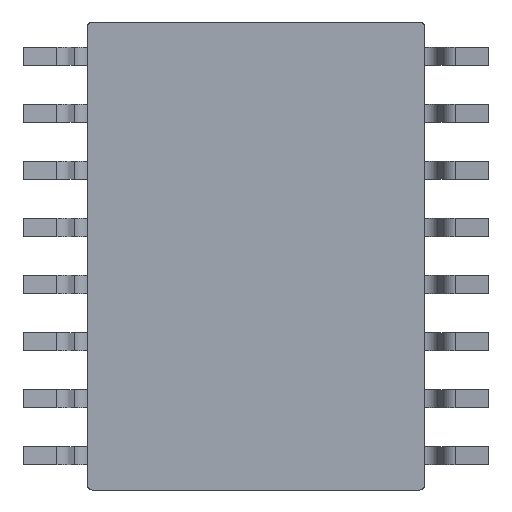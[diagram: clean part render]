
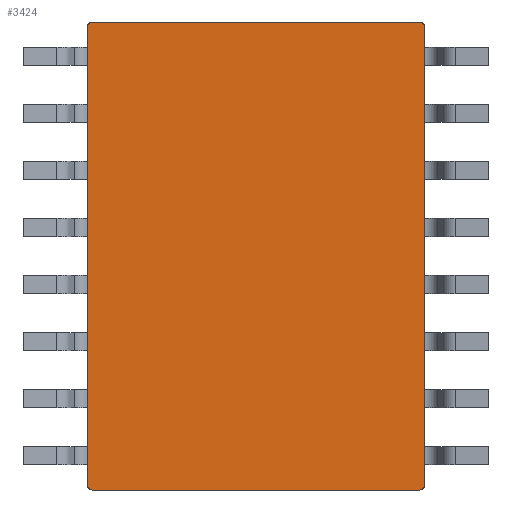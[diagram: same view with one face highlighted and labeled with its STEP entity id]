
A CAD part, front view. The second image highlights one B-rep face of the part: STEP entity #3424.
In plain terms, the highlighted planar face has unit normal (0, -1, 0).
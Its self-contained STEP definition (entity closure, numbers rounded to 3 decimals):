
#1=CARTESIAN_POINT('',(3.647,0.,3.835));
#2=DIRECTION('',(0.,-1.,0.));
#3=DIRECTION('',(1.,0.,0.));
#4=AXIS2_PLACEMENT_3D('',#1,#2,#3);
#6=DIRECTION('',(0.,0.,-1.));
#7=VECTOR('',#6,10.21);
#8=CARTESIAN_POINT('',(3.747,0.,3.835));
#9=LINE('',#8,#7);
#10=CARTESIAN_POINT('',(3.647,0.,-6.375));
#11=DIRECTION('',(0.,-1.,0.));
#12=DIRECTION('',(0.,0.,-1.));
#13=AXIS2_PLACEMENT_3D('',#10,#11,#12);
#15=DIRECTION('',(-1.,0.,0.));
#16=VECTOR('',#15,7.293);
#17=CARTESIAN_POINT('',(3.647,0.,-6.475));
#18=LINE('',#17,#16);
#19=CARTESIAN_POINT('',(-3.647,0.,-6.375));
#20=DIRECTION('',(0.,-1.,0.));
#21=DIRECTION('',(-1.,0.,0.));
#22=AXIS2_PLACEMENT_3D('',#19,#20,#21);
#24=DIRECTION('',(0.,0.,1.));
#25=VECTOR('',#24,10.21);
#26=CARTESIAN_POINT('',(-3.747,0.,-6.375));
#27=LINE('',#26,#25);
#28=CARTESIAN_POINT('',(-3.647,0.,3.835));
#29=DIRECTION('',(0.,-1.,0.));
#30=DIRECTION('',(0.,0.,1.));
#31=AXIS2_PLACEMENT_3D('',#28,#29,#30);
#33=DIRECTION('',(1.,0.,0.));
#34=VECTOR('',#33,7.293);
#35=CARTESIAN_POINT('',(-3.647,0.,3.935));
#36=LINE('',#35,#34);
#3361=CARTESIAN_POINT('',(-3.747,0.,-6.375));
#3362=CARTESIAN_POINT('',(-3.647,0.,-6.475));
#3363=VERTEX_POINT('',#3361);
#3364=VERTEX_POINT('',#3362);
#3375=CARTESIAN_POINT('',(3.647,0.,-6.475));
#3376=CARTESIAN_POINT('',(3.747,0.,-6.375));
#3377=VERTEX_POINT('',#3375);
#3378=VERTEX_POINT('',#3376);
#3381=CARTESIAN_POINT('',(3.747,0.,3.835));
#3382=CARTESIAN_POINT('',(3.647,0.,3.935));
#3383=VERTEX_POINT('',#3381);
#3384=VERTEX_POINT('',#3382);
#3397=CARTESIAN_POINT('',(-3.647,0.,3.935));
#3398=CARTESIAN_POINT('',(-3.747,0.,3.835));
#3399=VERTEX_POINT('',#3397);
#3400=VERTEX_POINT('',#3398);
#3401=CARTESIAN_POINT('',(0.,0.,0.));
#3402=DIRECTION('',(0.,1.,0.));
#3403=DIRECTION('',(1.,0.,0.));
#3404=AXIS2_PLACEMENT_3D('',#3401,#3402,#3403);
#3405=PLANE('',#3404);
#3407=ORIENTED_EDGE('',*,*,#3406,.F.);
#3409=ORIENTED_EDGE('',*,*,#3408,.T.);
#3411=ORIENTED_EDGE('',*,*,#3410,.F.);
#3413=ORIENTED_EDGE('',*,*,#3412,.T.);
#3415=ORIENTED_EDGE('',*,*,#3414,.F.);
#3417=ORIENTED_EDGE('',*,*,#3416,.T.);
#3419=ORIENTED_EDGE('',*,*,#3418,.F.);
#3421=ORIENTED_EDGE('',*,*,#3420,.T.);
#3422=EDGE_LOOP('',(#3407,#3409,#3411,#3413,#3415,#3417,#3419,#3421));
#3423=FACE_OUTER_BOUND('',#3422,.F.);
#5=CIRCLE('',#4,0.1);
#14=CIRCLE('',#13,0.1);
#23=CIRCLE('',#22,0.1);
#32=CIRCLE('',#31,0.1);
#3406=EDGE_CURVE('',#3383,#3384,#5,.T.);
#3408=EDGE_CURVE('',#3383,#3378,#9,.T.);
#3410=EDGE_CURVE('',#3377,#3378,#14,.T.);
#3412=EDGE_CURVE('',#3377,#3364,#18,.T.);
#3414=EDGE_CURVE('',#3363,#3364,#23,.T.);
#3416=EDGE_CURVE('',#3363,#3400,#27,.T.);
#3418=EDGE_CURVE('',#3399,#3400,#32,.T.);
#3420=EDGE_CURVE('',#3399,#3384,#36,.T.);
#3424=ADVANCED_FACE('',(#3423),#3405,.F.);
